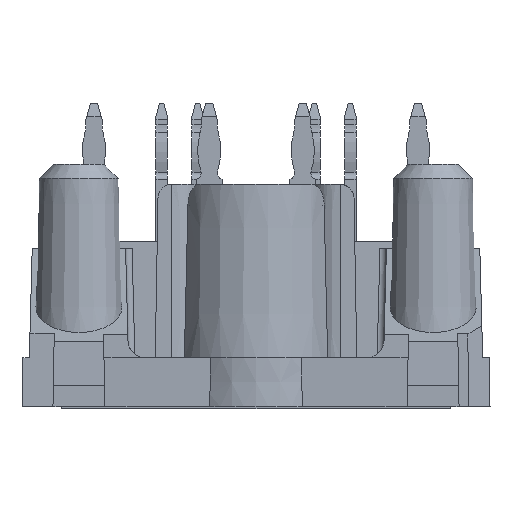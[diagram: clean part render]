
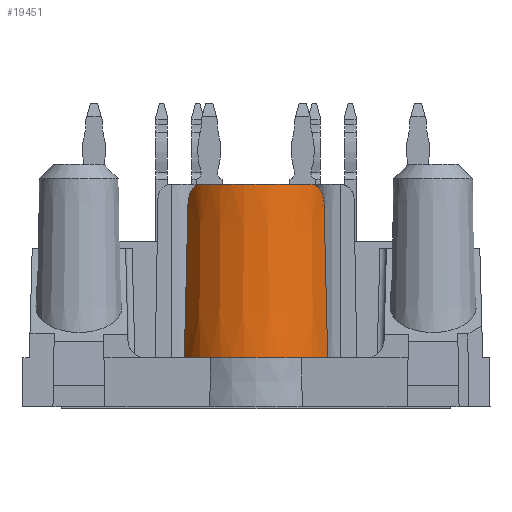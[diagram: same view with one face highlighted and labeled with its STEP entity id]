
A CAD part, left-side view. The second image highlights one B-rep face of the part: STEP entity #19451.
In plain terms, the highlighted conical face has half-angle 1 degrees and reference radius 5.5 mm.
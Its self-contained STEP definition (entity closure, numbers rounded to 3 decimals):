
#34=B_SPLINE_CURVE_WITH_KNOTS('',3,(#26925,#26926,#26927,#26928),
 .UNSPECIFIED.,.F.,.F.,(4,4),(0.,0.011),.UNSPECIFIED.);
#35=B_SPLINE_CURVE_WITH_KNOTS('',3,(#26934,#26935,#26936,#26937),
 .UNSPECIFIED.,.F.,.F.,(4,4),(0.,0.011),.UNSPECIFIED.);
#36=B_SPLINE_CURVE_WITH_KNOTS('',3,(#26939,#26940,#26941,#26942,#26943),
 .UNSPECIFIED.,.F.,.F.,(4,1,4),(0.,0.001,0.002),
 .UNSPECIFIED.);
#37=B_SPLINE_CURVE_WITH_KNOTS('',3,(#26947,#26948,#26949,#26950,#26951),
 .UNSPECIFIED.,.F.,.F.,(4,1,4),(0.,0.001,0.002),
 .UNSPECIFIED.);
#64=CONICAL_SURFACE('',#20433,5.5,0.017);
#209=CIRCLE('',#20428,5.5);
#210=CIRCLE('',#20434,5.5);
#211=CIRCLE('',#20435,5.5);
#212=CIRCLE('',#20436,5.29);
#2000=ORIENTED_EDGE('',*,*,#5732,.T.);
#2001=ORIENTED_EDGE('',*,*,#5733,.F.);
#2002=ORIENTED_EDGE('',*,*,#5723,.F.);
#2003=ORIENTED_EDGE('',*,*,#5734,.F.);
#2004=ORIENTED_EDGE('',*,*,#5735,.F.);
#2005=ORIENTED_EDGE('',*,*,#5736,.F.);
#2006=ORIENTED_EDGE('',*,*,#5737,.T.);
#2007=ORIENTED_EDGE('',*,*,#5738,.F.);
#5723=EDGE_CURVE('',#7615,#7616,#209,.T.);
#5732=EDGE_CURVE('',#7621,#7622,#34,.T.);
#5733=EDGE_CURVE('',#7616,#7622,#210,.T.);
#5734=EDGE_CURVE('',#7623,#7615,#211,.T.);
#5735=EDGE_CURVE('',#7624,#7623,#35,.T.);
#5736=EDGE_CURVE('',#7625,#7624,#36,.T.);
#5737=EDGE_CURVE('',#7625,#7626,#212,.F.);
#5738=EDGE_CURVE('',#7621,#7626,#37,.T.);
#7615=VERTEX_POINT('',#26908);
#7616=VERTEX_POINT('',#26909);
#7621=VERTEX_POINT('',#26929);
#7622=VERTEX_POINT('',#26930);
#7623=VERTEX_POINT('',#26933);
#7624=VERTEX_POINT('',#26938);
#7625=VERTEX_POINT('',#26944);
#7626=VERTEX_POINT('',#26946);
#11826=EDGE_LOOP('',(#2000,#2001,#2002,#2003,#2004,#2005,#2006,#2007));
#12688=FACE_BOUND('',#11826,.T.);
#19451=ADVANCED_FACE('',(#12688),#64,.T.);
#20428=AXIS2_PLACEMENT_3D('',#26907,#22603,#22604);
#20433=AXIS2_PLACEMENT_3D('',#26924,#22619,#22620);
#20434=AXIS2_PLACEMENT_3D('',#26931,#22621,#22622);
#20435=AXIS2_PLACEMENT_3D('',#26932,#22623,#22624);
#20436=AXIS2_PLACEMENT_3D('',#26945,#22625,#22626);
#22603=DIRECTION('',(0.,0.,-1.));
#22604=DIRECTION('',(-1.,0.,0.));
#22619=DIRECTION('',(0.,0.,-1.));
#22620=DIRECTION('',(-1.,0.,0.));
#22621=DIRECTION('',(0.,0.,-1.));
#22622=DIRECTION('',(-1.,0.,0.));
#22623=DIRECTION('',(0.,0.,-1.));
#22624=DIRECTION('',(-1.,0.,0.));
#22625=DIRECTION('',(0.,0.,1.));
#22626=DIRECTION('',(1.,0.,0.));
#26907=CARTESIAN_POINT('',(-27.5,0.,3.4));
#26908=CARTESIAN_POINT('',(-32.,-3.162,3.4));
#26909=CARTESIAN_POINT('',(-32.,3.162,3.4));
#26924=CARTESIAN_POINT('',(-27.5,0.,3.4));
#26925=CARTESIAN_POINT('',(-29.929,4.728,13.976));
#26926=CARTESIAN_POINT('',(-29.9,4.812,10.451));
#26927=CARTESIAN_POINT('',(-29.871,4.895,6.925));
#26928=CARTESIAN_POINT('',(-29.841,4.977,3.4));
#26929=CARTESIAN_POINT('',(-29.929,4.728,13.976));
#26930=CARTESIAN_POINT('',(-29.841,4.977,3.4));
#26931=CARTESIAN_POINT('',(-27.5,0.,3.4));
#26932=CARTESIAN_POINT('',(-27.5,0.,3.4));
#26933=CARTESIAN_POINT('',(-29.841,-4.977,3.4));
#26934=CARTESIAN_POINT('',(-29.929,-4.728,13.976));
#26935=CARTESIAN_POINT('',(-29.9,-4.812,10.451));
#26936=CARTESIAN_POINT('',(-29.871,-4.895,6.925));
#26937=CARTESIAN_POINT('',(-29.841,-4.977,3.4));
#26938=CARTESIAN_POINT('',(-29.929,-4.728,13.976));
#26939=CARTESIAN_POINT('',(-31.16,-3.819,15.45));
#26940=CARTESIAN_POINT('',(-30.873,-4.094,15.45));
#26941=CARTESIAN_POINT('',(-30.239,-4.561,15.148));
#26942=CARTESIAN_POINT('',(-29.932,-4.719,14.373));
#26943=CARTESIAN_POINT('',(-29.929,-4.728,13.976));
#26944=CARTESIAN_POINT('',(-31.16,-3.819,15.45));
#26945=CARTESIAN_POINT('',(-27.5,0.,15.45));
#26946=CARTESIAN_POINT('',(-31.16,3.819,15.45));
#26947=CARTESIAN_POINT('',(-29.929,4.728,13.976));
#26948=CARTESIAN_POINT('',(-29.932,4.719,14.373));
#26949=CARTESIAN_POINT('',(-30.237,4.562,15.146));
#26950=CARTESIAN_POINT('',(-30.873,4.094,15.45));
#26951=CARTESIAN_POINT('',(-31.16,3.819,15.45));
